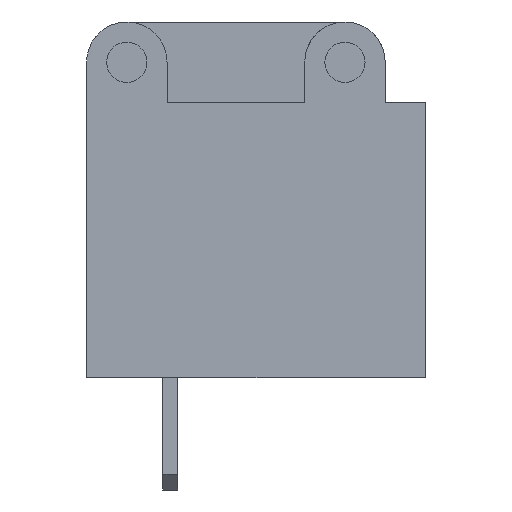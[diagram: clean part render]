
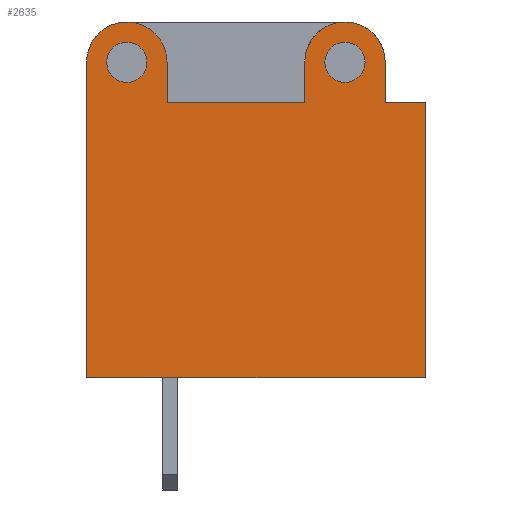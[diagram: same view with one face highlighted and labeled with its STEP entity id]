
A CAD part, left-side view. The second image highlights one B-rep face of the part: STEP entity #2635.
In plain terms, the highlighted planar face has unit normal (-1, 0, 0).
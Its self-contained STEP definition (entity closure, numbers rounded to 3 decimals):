
#13=DIRECTION('',(0.,0.,1.));
#22=VERTEX_POINT('',#23);
#23=CARTESIAN_POINT('',(-5.5,-12.05,0.));
#28=DIRECTION('',(1.,0.,0.));
#30=EDGE_CURVE('',#22,#31,#33,.T.);
#31=VERTEX_POINT('',#32);
#32=CARTESIAN_POINT('',(-5.5,-12.05,13.));
#33=LINE('',#23,#34);
#34=VECTOR('',#13,1.);
#58=VECTOR('',#59,1.);
#59=DIRECTION('',(0.,0.,-1.));
#383=DIRECTION('',(0.,1.,0.));
#388=EDGE_CURVE('',#389,#22,#391,.T.);
#389=VERTEX_POINT('',#390);
#390=CARTESIAN_POINT('',(-5.5,3.95,0.));
#391=LINE('',#390,#392);
#392=VECTOR('',#393,1.);
#393=DIRECTION('',(0.,-1.,0.));
#405=DIRECTION('',(-1.,0.,0.));
#1256=VECTOR('',#1257,1.);
#1257=DIRECTION('',(0.,0.,-1.));
#2628=VERTEX_POINT('',#2629);
#2629=CARTESIAN_POINT('',(-5.5,-10.15,13.));
#2631=ORIENTED_EDGE('',*,*,#2632,.T.);
#2632=EDGE_CURVE('',#2628,#31,#2633,.T.);
#2633=LINE('',#2634,#392);
#2634=CARTESIAN_POINT('',(-5.5,3.95,13.));
#2635=ADVANCED_FACE('',(#2636,#2676,#2684),#2692,.F.);
#2636=FACE_BOUND('',#2637,.F.);
#2637=EDGE_LOOP('',(#2638,#2643,#2650,#2655,#2659,#2664,#2671,#2631,#2674,#2675));
#2638=ORIENTED_EDGE('',*,*,#2639,.F.);
#2639=EDGE_CURVE('',#2640,#389,#2642,.T.);
#2640=VERTEX_POINT('',#2641);
#2641=CARTESIAN_POINT('',(-5.5,3.95,14.9));
#2642=LINE('',#2641,#58);
#2643=ORIENTED_EDGE('',*,*,#2644,.T.);
#2644=EDGE_CURVE('',#2640,#2645,#2647,.T.);
#2645=VERTEX_POINT('',#2646);
#2646=CARTESIAN_POINT('',(-5.5,0.15,14.9));
#2647=CIRCLE('',#2648,1.9);
#2648=AXIS2_PLACEMENT_3D('',#2649,#28,#383);
#2649=CARTESIAN_POINT('',(-5.5,2.05,14.9));
#2650=ORIENTED_EDGE('',*,*,#2651,.T.);
#2651=EDGE_CURVE('',#2645,#2652,#2654,.T.);
#2652=VERTEX_POINT('',#2653);
#2653=CARTESIAN_POINT('',(-5.5,0.15,13.));
#2654=LINE('',#2646,#1256);
#2655=ORIENTED_EDGE('',*,*,#2656,.T.);
#2656=EDGE_CURVE('',#2652,#2657,#2633,.T.);
#2657=VERTEX_POINT('',#2658);
#2658=CARTESIAN_POINT('',(-5.5,-6.35,13.));
#2659=ORIENTED_EDGE('',*,*,#2660,.T.);
#2660=EDGE_CURVE('',#2657,#2661,#2663,.T.);
#2661=VERTEX_POINT('',#2662);
#2662=CARTESIAN_POINT('',(-5.5,-6.35,14.9));
#2663=LINE('',#2658,#34);
#2664=ORIENTED_EDGE('',*,*,#2665,.T.);
#2665=EDGE_CURVE('',#2661,#2666,#2668,.T.);
#2666=VERTEX_POINT('',#2667);
#2667=CARTESIAN_POINT('',(-5.5,-10.15,14.9));
#2668=CIRCLE('',#2669,1.9);
#2669=AXIS2_PLACEMENT_3D('',#2670,#28,#383);
#2670=CARTESIAN_POINT('',(-5.5,-8.25,14.9));
#2671=ORIENTED_EDGE('',*,*,#2672,.T.);
#2672=EDGE_CURVE('',#2666,#2628,#2673,.T.);
#2673=LINE('',#2667,#1256);
#2674=ORIENTED_EDGE('',*,*,#30,.F.);
#2675=ORIENTED_EDGE('',*,*,#388,.F.);
#2676=FACE_BOUND('',#2677,.F.);
#2677=EDGE_LOOP('',(#2678));
#2678=ORIENTED_EDGE('',*,*,#2679,.T.);
#2679=EDGE_CURVE('',#2680,#2680,#2682,.T.);
#2680=VERTEX_POINT('',#2681);
#2681=CARTESIAN_POINT('',(-5.5,1.1,14.9));
#2682=CIRCLE('',#2683,0.95);
#2683=AXIS2_PLACEMENT_3D('',#2649,#405,#393);
#2684=FACE_BOUND('',#2685,.F.);
#2685=EDGE_LOOP('',(#2686));
#2686=ORIENTED_EDGE('',*,*,#2687,.T.);
#2687=EDGE_CURVE('',#2688,#2688,#2690,.T.);
#2688=VERTEX_POINT('',#2689);
#2689=CARTESIAN_POINT('',(-5.5,-9.2,14.9));
#2690=CIRCLE('',#2691,0.95);
#2691=AXIS2_PLACEMENT_3D('',#2670,#405,#393);
#2692=PLANE('',#2693);
#2693=AXIS2_PLACEMENT_3D('',#390,#28,#393);
